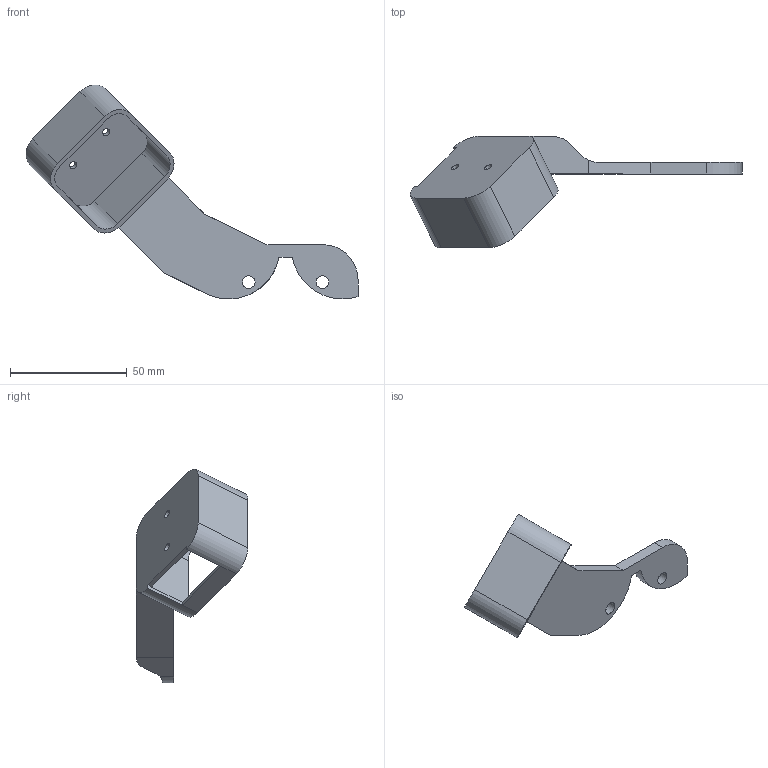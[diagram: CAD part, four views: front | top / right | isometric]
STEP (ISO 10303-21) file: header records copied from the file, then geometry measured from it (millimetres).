
FILE_DESCRIPTION(/* description */ (''),/* implementation_level */ '2;1');
FILE_NAME(/* name */ 'franka_realsense_d405_mount v4 v5.step',/* time_stamp */ '2024-01-24T13:49:34-08:00',/* author */ (''),/* organization */ (''),/* preprocessor_version */ 'ST-DEVELOPER v20',/* originating_system */ 'Autodesk Translation Framework v12.14.0.127',/* authorisation */ '');
FILE_SCHEMA (('AUTOMOTIVE_DESIGN { 1 0 10303 214 3 1 1 }'));
Length unit declared in the file: millimetre
Products named in the file (1): franka_realsense_d405_mount v4
Bounding box: 142.1 x 47.85 x 91.59 mm (x, y, z)
Volume: 35692.8 mm3; surface area: 18503.1 mm2
Topology: 1 solids, 1 shells, 46 faces, 129 edges, 84 vertices
Faces by surface type: plane 27, cylinder 19
Full cylindrical faces by diameter (mm): 5.4 x2
Entity records: 1551 total; most frequent: DIRECTION 265, CARTESIAN_POINT 265, ORIENTED_EDGE 258, EDGE_CURVE 129, AXIS2_PLACEMENT_3D 90, LINE 85, VECTOR 85, VERTEX_POINT 84
